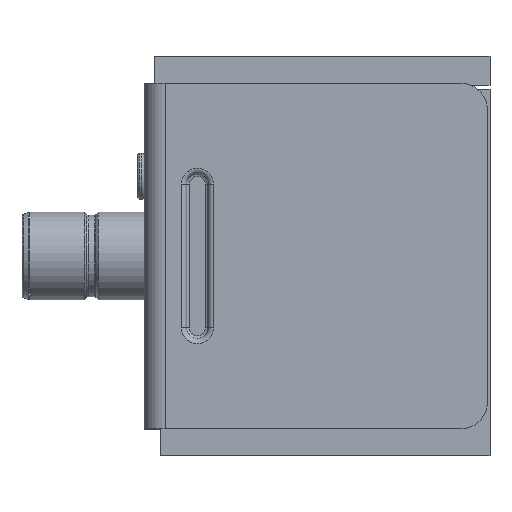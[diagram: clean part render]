
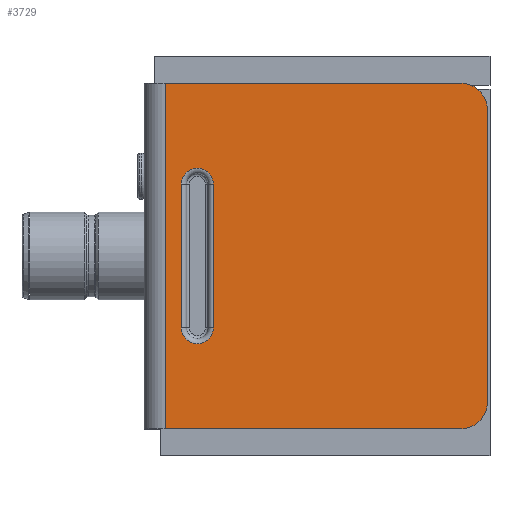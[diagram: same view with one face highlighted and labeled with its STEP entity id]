
A CAD part, top view. The second image highlights one B-rep face of the part: STEP entity #3729.
In plain terms, the highlighted planar face has unit normal (0, 0, 1).
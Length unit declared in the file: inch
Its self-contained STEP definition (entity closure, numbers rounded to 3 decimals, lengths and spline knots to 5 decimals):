
#207=FACE_BOUND('',#757,.T.);
#324=CIRCLE('',#4011,0.03);
#326=CIRCLE('',#4015,0.03);
#328=CIRCLE('',#4019,0.05);
#329=CIRCLE('',#4020,0.05);
#546=FACE_OUTER_BOUND('',#756,.T.);
#756=EDGE_LOOP('',(#2744,#2745,#2746,#2747,#2748,#2749));
#757=EDGE_LOOP('',(#2750,#2751,#2752,#2753));
#1071=LINE('',#5852,#1345);
#1072=LINE('',#5860,#1346);
#1074=LINE('',#5871,#1348);
#1075=LINE('',#5875,#1349);
#1076=LINE('',#5877,#1350);
#1077=LINE('',#5878,#1351);
#1345=VECTOR('',#4652,0.27);
#1346=VECTOR('',#4663,0.27);
#1348=VECTOR('',#4677,0.55);
#1349=VECTOR('',#4680,0.555);
#1350=VECTOR('',#4681,0.65);
#1351=VECTOR('',#4682,0.555);
#1643=VERTEX_POINT('',#5846);
#1645=VERTEX_POINT('',#5850);
#1646=VERTEX_POINT('',#5854);
#1647=VERTEX_POINT('',#5858);
#1648=VERTEX_POINT('',#5867);
#1649=VERTEX_POINT('',#5868);
#1650=VERTEX_POINT('',#5870);
#1651=VERTEX_POINT('',#5872);
#1652=VERTEX_POINT('',#5874);
#1653=VERTEX_POINT('',#5876);
#2080=EDGE_CURVE('',#1645,#1643,#1071,.T.);
#2082=EDGE_CURVE('',#1646,#1645,#324,.T.);
#2084=EDGE_CURVE('',#1647,#1646,#1072,.T.);
#2085=EDGE_CURVE('',#1643,#1647,#326,.T.);
#2088=EDGE_CURVE('',#1648,#1649,#328,.T.);
#2089=EDGE_CURVE('',#1650,#1648,#1074,.T.);
#2090=EDGE_CURVE('',#1651,#1650,#329,.T.);
#2091=EDGE_CURVE('',#1652,#1651,#1075,.T.);
#2092=EDGE_CURVE('',#1653,#1652,#1076,.T.);
#2093=EDGE_CURVE('',#1649,#1653,#1077,.T.);
#2744=ORIENTED_EDGE('',*,*,#2088,.F.);
#2745=ORIENTED_EDGE('',*,*,#2089,.F.);
#2746=ORIENTED_EDGE('',*,*,#2090,.F.);
#2747=ORIENTED_EDGE('',*,*,#2091,.F.);
#2748=ORIENTED_EDGE('',*,*,#2092,.F.);
#2749=ORIENTED_EDGE('',*,*,#2093,.F.);
#2750=ORIENTED_EDGE('',*,*,#2080,.F.);
#2751=ORIENTED_EDGE('',*,*,#2082,.F.);
#2752=ORIENTED_EDGE('',*,*,#2084,.F.);
#2753=ORIENTED_EDGE('',*,*,#2085,.F.);
#3426=PLANE('',#4018);
#3729=ADVANCED_FACE('',(#546,#207),#3426,.F.);
#4011=AXIS2_PLACEMENT_3D('',#5856,#4657,#4658);
#4015=AXIS2_PLACEMENT_3D('',#5862,#4666,#4667);
#4018=AXIS2_PLACEMENT_3D('',#5866,#4673,#4674);
#4019=AXIS2_PLACEMENT_3D('',#5869,#4675,#4676);
#4020=AXIS2_PLACEMENT_3D('',#5873,#4678,#4679);
#4652=DIRECTION('',(0.,1.,0.));
#4657=DIRECTION('center_axis',(0.,0.,
1.));
#4658=DIRECTION('ref_axis',(0.,-1.,0.));
#4663=DIRECTION('',(0.,-1.,0.));
#4666=DIRECTION('center_axis',(0.,0.,
1.));
#4667=DIRECTION('ref_axis',(0.,1.,0.));
#4673=DIRECTION('center_axis',(0.,0.,
-1.));
#4674=DIRECTION('ref_axis',(-1.,0.,0.));
#4675=DIRECTION('center_axis',(0.,0.,
-1.));
#4676=DIRECTION('ref_axis',(0.707,-0.707,0.));
#4677=DIRECTION('',(0.,-1.,0.));
#4678=DIRECTION('center_axis',(0.,0.,
-1.));
#4679=DIRECTION('ref_axis',(0.707,0.707,0.));
#4680=DIRECTION('',(1.,0.,0.));
#4681=DIRECTION('',(0.,1.,0.));
#4682=DIRECTION('',(-1.,0.,0.));
#5846=CARTESIAN_POINT('',(0.11,0.50976,0.045));
#5850=CARTESIAN_POINT('',(0.11,0.23976,0.045));
#5852=CARTESIAN_POINT('',(0.11,0.30726,0.045));
#5854=CARTESIAN_POINT('',(0.05,0.23976,0.045));
#5856=CARTESIAN_POINT('Origin',(0.08,0.23976,0.045));
#5858=CARTESIAN_POINT('',(0.05,0.50976,0.045));
#5860=CARTESIAN_POINT('',(0.05,0.44226,0.045));
#5862=CARTESIAN_POINT('Origin',(0.08,0.50976,0.045));
#5866=CARTESIAN_POINT('Origin',(-0.12274,0.37476,0.045));
#5867=CARTESIAN_POINT('',(0.625,0.09976,0.045));
#5868=CARTESIAN_POINT('',(0.575,0.04976,0.045));
#5869=CARTESIAN_POINT('Origin',(0.575,0.09976,0.045));
#5870=CARTESIAN_POINT('',(0.625,0.64976,0.045));
#5871=CARTESIAN_POINT('',(0.625,0.04976,0.045));
#5872=CARTESIAN_POINT('',(0.575,0.69976,0.045));
#5873=CARTESIAN_POINT('Origin',(0.575,0.64976,0.045));
#5874=CARTESIAN_POINT('',(0.02,0.69976,0.045));
#5875=CARTESIAN_POINT('',(0.625,0.69976,0.045));
#5876=CARTESIAN_POINT('',(0.02,0.04976,0.045));
#5877=CARTESIAN_POINT('',(0.02,0.37476,0.045));
#5878=CARTESIAN_POINT('',(-0.26548,0.04976,0.045));
